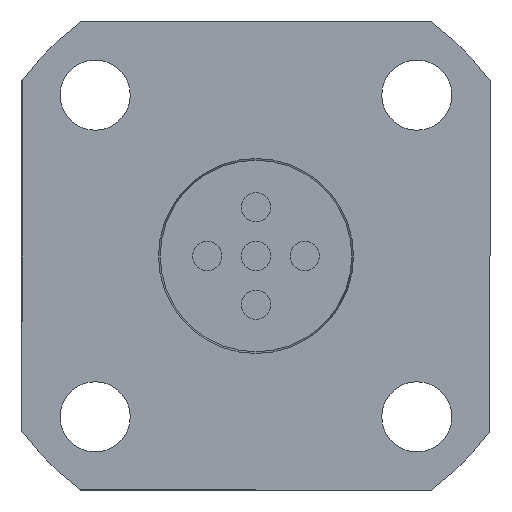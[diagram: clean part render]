
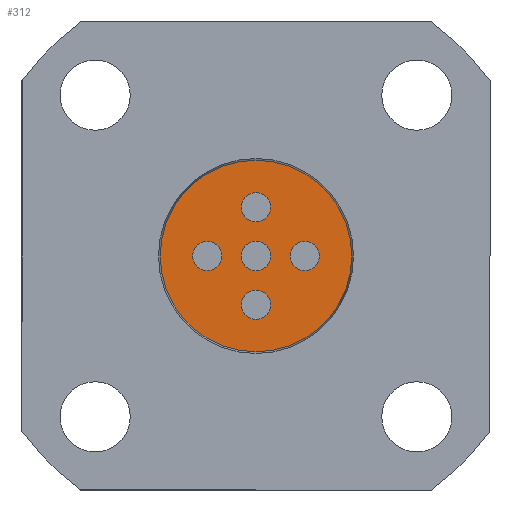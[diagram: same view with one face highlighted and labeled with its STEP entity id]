
A CAD part, front view. The second image highlights one B-rep face of the part: STEP entity #312.
In plain terms, the highlighted planar face has unit normal (0, -1, 0).
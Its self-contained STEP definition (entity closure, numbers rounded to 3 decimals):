
#4 = FACE_BOUND ( 'NONE', #1047, .T. ) ;
#12 = CARTESIAN_POINT ( 'NONE',  ( 0., 0.5, -4.912 ) ) ;
#18 = ORIENTED_EDGE ( 'NONE', *, *, #1267, .T. ) ;
#34 = CARTESIAN_POINT ( 'NONE',  ( 0., 0.5, -3.25 ) ) ;
#76 = ORIENTED_EDGE ( 'NONE', *, *, #1234, .T. ) ;
#120 = FACE_BOUND ( 'NONE', #253, .T. ) ;
#131 = FACE_BOUND ( 'NONE', #547, .T. ) ;
#137 = ORIENTED_EDGE ( 'NONE', *, *, #1603, .T. ) ;
#150 = CARTESIAN_POINT ( 'NONE',  ( 0., 0.5, 1.75 ) ) ;
#183 = VERTEX_POINT ( 'NONE', #2714 ) ;
#218 = VERTEX_POINT ( 'NONE', #2014 ) ;
#253 = EDGE_LOOP ( 'NONE', ( #2136, #529 ) ) ;
#254 = AXIS2_PLACEMENT_3D ( 'NONE', #532, #531, #528 ) ;
#268 = CARTESIAN_POINT ( 'NONE',  ( 0., 0.5, 4.912 ) ) ;
#287 = AXIS2_PLACEMENT_3D ( 'NONE', #762, #758, #757 ) ;
#312 = ADVANCED_FACE ( 'NONE', ( #1391, #4, #120, #131, #2326, #1559 ), #2125, .T. ) ;
#353 = CARTESIAN_POINT ( 'NONE',  ( 2.5, 0.5, -0.75 ) ) ;
#361 = DIRECTION ( 'NONE',  ( 0., -1., 0. ) ) ;
#381 = ORIENTED_EDGE ( 'NONE', *, *, #1988, .T. ) ;
#389 = VERTEX_POINT ( 'NONE', #1537 ) ;
#405 = AXIS2_PLACEMENT_3D ( 'NONE', #1260, #1258, #1253 ) ;
#409 = AXIS2_PLACEMENT_3D ( 'NONE', #1274, #1273, #1270 ) ;
#435 = VERTEX_POINT ( 'NONE', #353 ) ;
#444 = AXIS2_PLACEMENT_3D ( 'NONE', #2257, #1372, #1447 ) ;
#445 = AXIS2_PLACEMENT_3D ( 'NONE', #1464, #2242, #1772 ) ;
#472 = AXIS2_PLACEMENT_3D ( 'NONE', #1287, #1284, #1300 ) ;
#487 = VERTEX_POINT ( 'NONE', #268 ) ;
#511 = CIRCLE ( 'NONE', #444, 0.75 ) ;
#525 = AXIS2_PLACEMENT_3D ( 'NONE', #2499, #2501, #2506 ) ;
#528 = DIRECTION ( 'NONE',  ( 0., 0., 1. ) ) ;
#529 = ORIENTED_EDGE ( 'NONE', *, *, #1346, .T. ) ;
#531 = DIRECTION ( 'NONE',  ( 0., 1., 0. ) ) ;
#532 = CARTESIAN_POINT ( 'NONE',  ( 2.5, 0.5, 0. ) ) ;
#547 = EDGE_LOOP ( 'NONE', ( #1450, #2114 ) ) ;
#631 = CIRCLE ( 'NONE', #445, 0.75 ) ;
#632 = ORIENTED_EDGE ( 'NONE', *, *, #2116, .T. ) ;
#687 = EDGE_LOOP ( 'NONE', ( #18, #1591 ) ) ;
#704 = VERTEX_POINT ( 'NONE', #12 ) ;
#734 = DIRECTION ( 'NONE',  ( 0., 0., -1. ) ) ;
#757 = DIRECTION ( 'NONE',  ( 0., 0., 1. ) ) ;
#758 = DIRECTION ( 'NONE',  ( 0., 1., 0. ) ) ;
#762 = CARTESIAN_POINT ( 'NONE',  ( 0., 0.5, 2.5 ) ) ;
#805 = AXIS2_PLACEMENT_3D ( 'NONE', #2408, #2394, #2390 ) ;
#823 = AXIS2_PLACEMENT_3D ( 'NONE', #2216, #2211, #2197 ) ;
#874 = VERTEX_POINT ( 'NONE', #34 ) ;
#889 = AXIS2_PLACEMENT_3D ( 'NONE', #1704, #2549, #1639 ) ;
#916 = AXIS2_PLACEMENT_3D ( 'NONE', #2002, #1640, #2759 ) ;
#926 = CIRCLE ( 'NONE', #254, 0.75 ) ;
#950 = VERTEX_POINT ( 'NONE', #150 ) ;
#1005 = CIRCLE ( 'NONE', #287, 0.75 ) ;
#1047 = EDGE_LOOP ( 'NONE', ( #2048, #137 ) ) ;
#1157 = CIRCLE ( 'NONE', #805, 0.75 ) ;
#1202 = CIRCLE ( 'NONE', #916, 0.75 ) ;
#1234 = EDGE_CURVE ( 'NONE', #1900, #874, #1157, .T. ) ;
#1237 = CIRCLE ( 'NONE', #823, 0.75 ) ;
#1253 = DIRECTION ( 'NONE',  ( 0., 0., -1. ) ) ;
#1258 = DIRECTION ( 'NONE',  ( 0., -1., 0. ) ) ;
#1260 = CARTESIAN_POINT ( 'NONE',  ( 0., 0.5, 0. ) ) ;
#1267 = EDGE_CURVE ( 'NONE', #1449, #2112, #1237, .T. ) ;
#1270 = DIRECTION ( 'NONE',  ( 0., 0., 1. ) ) ;
#1273 = DIRECTION ( 'NONE',  ( 0., 1., 0. ) ) ;
#1274 = CARTESIAN_POINT ( 'NONE',  ( 2.5, 0.5, 0. ) ) ;
#1284 = DIRECTION ( 'NONE',  ( 0., -1., 0. ) ) ;
#1287 = CARTESIAN_POINT ( 'NONE',  ( 0., 0.5, 0. ) ) ;
#1300 = DIRECTION ( 'NONE',  ( 0., 0., -1. ) ) ;
#1324 = EDGE_CURVE ( 'NONE', #218, #389, #2565, .T. ) ;
#1346 = EDGE_CURVE ( 'NONE', #389, #218, #1202, .T. ) ;
#1367 = CARTESIAN_POINT ( 'NONE',  ( 0., 0.5, -1.75 ) ) ;
#1369 = EDGE_LOOP ( 'NONE', ( #76, #381 ) ) ;
#1372 = DIRECTION ( 'NONE',  ( 0., 1., 0. ) ) ;
#1391 = FACE_OUTER_BOUND ( 'NONE', #2351, .T. ) ;
#1447 = DIRECTION ( 'NONE',  ( 0., 0., 1. ) ) ;
#1449 = VERTEX_POINT ( 'NONE', #1960 ) ;
#1450 = ORIENTED_EDGE ( 'NONE', *, *, #2671, .T. ) ;
#1464 = CARTESIAN_POINT ( 'NONE',  ( -2.5, 0.5, 0. ) ) ;
#1537 = CARTESIAN_POINT ( 'NONE',  ( 0., 0.5, -0.75 ) ) ;
#1559 = FACE_BOUND ( 'NONE', #687, .T. ) ;
#1591 = ORIENTED_EDGE ( 'NONE', *, *, #1970, .T. ) ;
#1603 = EDGE_CURVE ( 'NONE', #950, #2111, #2572, .T. ) ;
#1607 = CARTESIAN_POINT ( 'NONE',  ( -2.5, 0.5, -0.75 ) ) ;
#1615 = CIRCLE ( 'NONE', #472, 4.912 ) ;
#1639 = DIRECTION ( 'NONE',  ( 0., 0., 1. ) ) ;
#1640 = DIRECTION ( 'NONE',  ( 0., 1., 0. ) ) ;
#1704 = CARTESIAN_POINT ( 'NONE',  ( 0., 0.5, 0. ) ) ;
#1772 = DIRECTION ( 'NONE',  ( 0., 0., 1. ) ) ;
#1834 = EDGE_CURVE ( 'NONE', #704, #487, #1615, .T. ) ;
#1900 = VERTEX_POINT ( 'NONE', #1367 ) ;
#1960 = CARTESIAN_POINT ( 'NONE',  ( -2.5, 0.5, 0.75 ) ) ;
#1970 = EDGE_CURVE ( 'NONE', #2112, #1449, #631, .T. ) ;
#1988 = EDGE_CURVE ( 'NONE', #874, #1900, #511, .T. ) ;
#2002 = CARTESIAN_POINT ( 'NONE',  ( 0., 0.5, 0. ) ) ;
#2014 = CARTESIAN_POINT ( 'NONE',  ( 0., 0.5, 0.75 ) ) ;
#2048 = ORIENTED_EDGE ( 'NONE', *, *, #2503, .T. ) ;
#2111 = VERTEX_POINT ( 'NONE', #2226 ) ;
#2112 = VERTEX_POINT ( 'NONE', #1607 ) ;
#2113 = EDGE_CURVE ( 'NONE', #435, #183, #2285, .T. ) ;
#2114 = ORIENTED_EDGE ( 'NONE', *, *, #2113, .T. ) ;
#2116 = EDGE_CURVE ( 'NONE', #487, #704, #2392, .T. ) ;
#2125 = PLANE ( 'NONE',  #2780 ) ;
#2136 = ORIENTED_EDGE ( 'NONE', *, *, #1324, .T. ) ;
#2197 = DIRECTION ( 'NONE',  ( 0., 0., 1. ) ) ;
#2208 = CARTESIAN_POINT ( 'NONE',  ( 0., 0.5, 0. ) ) ;
#2211 = DIRECTION ( 'NONE',  ( 0., 1., 0. ) ) ;
#2216 = CARTESIAN_POINT ( 'NONE',  ( -2.5, 0.5, 0. ) ) ;
#2226 = CARTESIAN_POINT ( 'NONE',  ( 0., 0.5, 3.25 ) ) ;
#2242 = DIRECTION ( 'NONE',  ( 0., 1., 0. ) ) ;
#2257 = CARTESIAN_POINT ( 'NONE',  ( 0., 0.5, -2.5 ) ) ;
#2285 = CIRCLE ( 'NONE', #409, 0.75 ) ;
#2326 = FACE_BOUND ( 'NONE', #1369, .T. ) ;
#2351 = EDGE_LOOP ( 'NONE', ( #2760, #632 ) ) ;
#2390 = DIRECTION ( 'NONE',  ( 0., 0., 1. ) ) ;
#2392 = CIRCLE ( 'NONE', #405, 4.912 ) ;
#2394 = DIRECTION ( 'NONE',  ( 0., 1., 0. ) ) ;
#2408 = CARTESIAN_POINT ( 'NONE',  ( 0., 0.5, -2.5 ) ) ;
#2499 = CARTESIAN_POINT ( 'NONE',  ( 0., 0.5, 2.5 ) ) ;
#2501 = DIRECTION ( 'NONE',  ( 0., 1., 0. ) ) ;
#2503 = EDGE_CURVE ( 'NONE', #2111, #950, #1005, .T. ) ;
#2506 = DIRECTION ( 'NONE',  ( 0., 0., 1. ) ) ;
#2549 = DIRECTION ( 'NONE',  ( 0., 1., 0. ) ) ;
#2565 = CIRCLE ( 'NONE', #889, 0.75 ) ;
#2572 = CIRCLE ( 'NONE', #525, 0.75 ) ;
#2671 = EDGE_CURVE ( 'NONE', #183, #435, #926, .T. ) ;
#2714 = CARTESIAN_POINT ( 'NONE',  ( 2.5, 0.5, 0.75 ) ) ;
#2759 = DIRECTION ( 'NONE',  ( 0., 0., 1. ) ) ;
#2760 = ORIENTED_EDGE ( 'NONE', *, *, #1834, .T. ) ;
#2780 = AXIS2_PLACEMENT_3D ( 'NONE', #2208, #361, #734 ) ;
